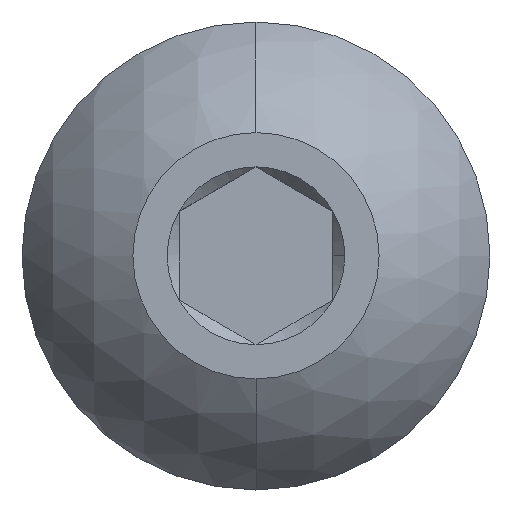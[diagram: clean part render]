
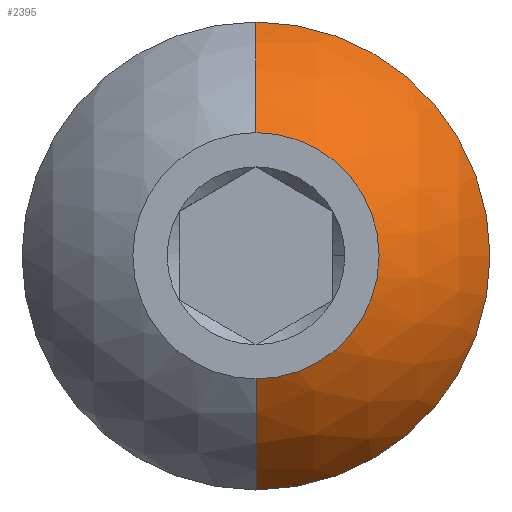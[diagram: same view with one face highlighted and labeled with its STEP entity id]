
A CAD part, top view. The second image highlights one B-rep face of the part: STEP entity #2395.
In plain terms, the highlighted spherical face has radius 4.229 mm.
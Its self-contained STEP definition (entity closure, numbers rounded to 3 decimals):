
#672 = VERTEX_POINT ( 'NONE', #1709 ) ;
#954 = AXIS2_PLACEMENT_3D ( 'NONE', #5530, #7084, #2542 ) ;
#1054 = CIRCLE ( 'NONE', #4890, 2. ) ;
#1091 = EDGE_CURVE ( 'NONE', #2080, #9764, #3487, .T. ) ;
#1325 = EDGE_CURVE ( 'NONE', #4164, #672, #1054, .T. ) ;
#1524 = CARTESIAN_POINT ( 'NONE',  ( 0., 0., 0. ) ) ;
#1709 = CARTESIAN_POINT ( 'NONE',  ( 0., 2., 0. ) ) ;
#1999 = FACE_OUTER_BOUND ( 'NONE', #2267, .T. ) ;
#2080 = VERTEX_POINT ( 'NONE', #8875 ) ;
#2195 = CARTESIAN_POINT ( 'NONE',  ( 3.8, 0., -1.87 ) ) ;
#2267 = EDGE_LOOP ( 'NONE', ( #4977, #8774, #7807, #6289, #8770 ) ) ;
#2395 = ADVANCED_FACE ( 'NONE', ( #1999 ), #5907, .T. ) ;
#2533 = DIRECTION ( 'NONE',  ( 0., -1., 0. ) ) ;
#2542 = DIRECTION ( 'NONE',  ( 0., 1., 0. ) ) ;
#2593 = CARTESIAN_POINT ( 'NONE',  ( 0., 0., -3.726 ) ) ;
#2845 = CARTESIAN_POINT ( 'NONE',  ( 0., 0., -1.87 ) ) ;
#2896 = CIRCLE ( 'NONE', #954, 4.229 ) ;
#2909 = AXIS2_PLACEMENT_3D ( 'NONE', #2593, #8508, #3993 ) ;
#3086 = DIRECTION ( 'NONE',  ( 0., 0., 1. ) ) ;
#3209 = CARTESIAN_POINT ( 'NONE',  ( 0., 3.8, -1.87 ) ) ;
#3487 = CIRCLE ( 'NONE', #7309, 3.8 ) ;
#3600 = DIRECTION ( 'NONE',  ( 1., 0., 0. ) ) ;
#3799 = EDGE_CURVE ( 'NONE', #4863, #672, #2896, .T. ) ;
#3993 = DIRECTION ( 'NONE',  ( 0., -1., 0. ) ) ;
#4164 = VERTEX_POINT ( 'NONE', #9710 ) ;
#4280 = CARTESIAN_POINT ( 'NONE',  ( 0., 0., -3.726 ) ) ;
#4297 = DIRECTION ( 'NONE',  ( 0., 0., 1. ) ) ;
#4350 = DIRECTION ( 'NONE',  ( 1., 0., 0. ) ) ;
#4863 = VERTEX_POINT ( 'NONE', #3209 ) ;
#4890 = AXIS2_PLACEMENT_3D ( 'NONE', #1524, #3086, #5399 ) ;
#4914 = CIRCLE ( 'NONE', #8189, 3.8 ) ;
#4977 = ORIENTED_EDGE ( 'NONE', *, *, #1091, .T. ) ;
#5399 = DIRECTION ( 'NONE',  ( 1., 0., 0. ) ) ;
#5530 = CARTESIAN_POINT ( 'NONE',  ( 0., 0., -3.726 ) ) ;
#5873 = CARTESIAN_POINT ( 'NONE',  ( 0., 0., -1.87 ) ) ;
#5907 = SPHERICAL_SURFACE ( 'NONE', #2909, 4.229 ) ;
#6289 = ORIENTED_EDGE ( 'NONE', *, *, #1325, .F. ) ;
#6605 = DIRECTION ( 'NONE',  ( -1., 0., 0. ) ) ;
#7084 = DIRECTION ( 'NONE',  ( 1., 0., 0. ) ) ;
#7309 = AXIS2_PLACEMENT_3D ( 'NONE', #2845, #4297, #3600 ) ;
#7647 = CIRCLE ( 'NONE', #9209, 4.229 ) ;
#7807 = ORIENTED_EDGE ( 'NONE', *, *, #3799, .T. ) ;
#8189 = AXIS2_PLACEMENT_3D ( 'NONE', #5873, #8873, #4350 ) ;
#8508 = DIRECTION ( 'NONE',  ( 1., 0., 0. ) ) ;
#8770 = ORIENTED_EDGE ( 'NONE', *, *, #9029, .F. ) ;
#8774 = ORIENTED_EDGE ( 'NONE', *, *, #9279, .T. ) ;
#8873 = DIRECTION ( 'NONE',  ( 0., 0., 1. ) ) ;
#8875 = CARTESIAN_POINT ( 'NONE',  ( 0., -3.8, -1.87 ) ) ;
#9029 = EDGE_CURVE ( 'NONE', #2080, #4164, #7647, .T. ) ;
#9209 = AXIS2_PLACEMENT_3D ( 'NONE', #4280, #6605, #2533 ) ;
#9279 = EDGE_CURVE ( 'NONE', #9764, #4863, #4914, .T. ) ;
#9710 = CARTESIAN_POINT ( 'NONE',  ( 0., -2., 0. ) ) ;
#9764 = VERTEX_POINT ( 'NONE', #2195 ) ;
